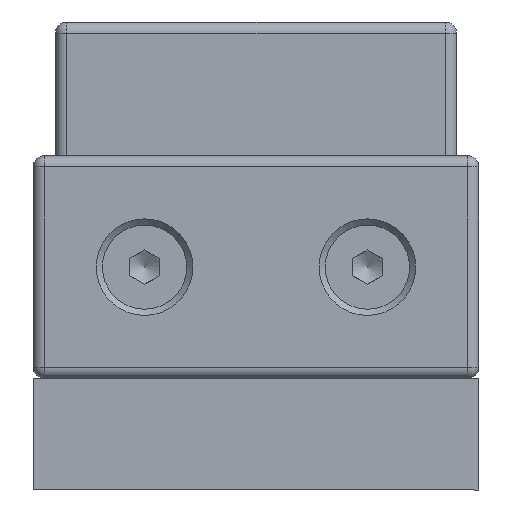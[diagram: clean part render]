
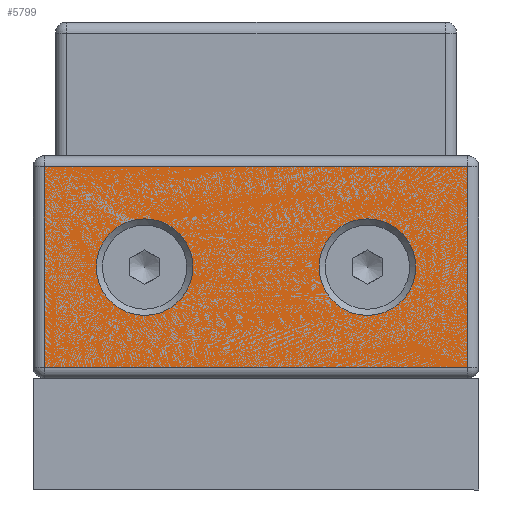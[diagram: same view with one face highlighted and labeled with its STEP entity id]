
A CAD part, left-side view. The second image highlights one B-rep face of the part: STEP entity #5799.
In plain terms, the highlighted face is planar.
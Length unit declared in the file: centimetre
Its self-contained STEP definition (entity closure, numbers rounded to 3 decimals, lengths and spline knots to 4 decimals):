
#177=FACE_BOUND('',#1332,.T.);
#178=FACE_BOUND('',#1333,.T.);
#585=CIRCLE('',#6545,6.5);
#586=CIRCLE('',#6546,6.5);
#951=FACE_OUTER_BOUND('',#1331,.T.);
#1331=EDGE_LOOP('',(#4976,#4977,#4978,#4979));
#1332=EDGE_LOOP('',(#4980));
#1333=EDGE_LOOP('',(#4981));
#1808=LINE('',#9875,#2288);
#1810=LINE('',#9883,#2290);
#1812=LINE('',#9893,#2292);
#1814=LINE('',#9902,#2294);
#2288=VECTOR('',#8059,10.);
#2290=VECTOR('',#8067,10.);
#2292=VECTOR('',#8079,10.);
#2294=VECTOR('',#8091,10.);
#2796=VERTEX_POINT('',#9868);
#2799=VERTEX_POINT('',#9873);
#2802=VERTEX_POINT('',#9881);
#2805=VERTEX_POINT('',#9891);
#2813=VERTEX_POINT('',#9926);
#2814=VERTEX_POINT('',#9928);
#3524=EDGE_CURVE('',#2799,#2796,#1808,.T.);
#3528=EDGE_CURVE('',#2802,#2799,#1810,.T.);
#3533=EDGE_CURVE('',#2805,#2802,#1812,.T.);
#3538=EDGE_CURVE('',#2796,#2805,#1814,.T.);
#3550=EDGE_CURVE('',#2813,#2813,#585,.T.);
#3551=EDGE_CURVE('',#2814,#2814,#586,.T.);
#4976=ORIENTED_EDGE('',*,*,#3524,.F.);
#4977=ORIENTED_EDGE('',*,*,#3528,.F.);
#4978=ORIENTED_EDGE('',*,*,#3533,.F.);
#4979=ORIENTED_EDGE('',*,*,#3538,.F.);
#4980=ORIENTED_EDGE('',*,*,#3550,.T.);
#4981=ORIENTED_EDGE('',*,*,#3551,.T.);
#5513=PLANE('',#6544);
#5799=ADVANCED_FACE('',(#951,#177,#178),#5513,.T.);
#6544=AXIS2_PLACEMENT_3D('',#9925,#8119,#8120);
#6545=AXIS2_PLACEMENT_3D('',#9927,#8121,#8122);
#6546=AXIS2_PLACEMENT_3D('',#9929,#8123,#8124);
#8059=DIRECTION('',(0.,-1.,0.));
#8067=DIRECTION('',(1.,0.,0.));
#8079=DIRECTION('',(0.,1.,0.));
#8091=DIRECTION('',(-1.,0.,0.));
#8119=DIRECTION('center_axis',(0.,0.,1.));
#8120=DIRECTION('ref_axis',(1.,0.,0.));
#8121=DIRECTION('center_axis',(0.,0.,-1.));
#8122=DIRECTION('ref_axis',(1.,0.,0.));
#8123=DIRECTION('center_axis',(0.,0.,-1.));
#8124=DIRECTION('ref_axis',(1.,0.,0.));
#9868=CARTESIAN_POINT('',(123.2777,23.1891,10.));
#9873=CARTESIAN_POINT('',(123.2777,50.1891,10.));
#9875=CARTESIAN_POINT('',(123.2777,29.9391,10.));
#9881=CARTESIAN_POINT('',(66.2777,50.1891,10.));
#9883=CARTESIAN_POINT('',(109.0277,50.1891,10.));
#9891=CARTESIAN_POINT('',(66.2777,23.1891,10.));
#9893=CARTESIAN_POINT('',(66.2777,43.4391,10.));
#9902=CARTESIAN_POINT('',(80.5277,23.1891,10.));
#9925=CARTESIAN_POINT('Origin',(94.7777,36.6891,10.));
#9926=CARTESIAN_POINT('',(73.2777,36.6891,10.));
#9927=CARTESIAN_POINT('Origin',(79.7777,36.6891,10.));
#9928=CARTESIAN_POINT('',(103.2777,36.6891,10.));
#9929=CARTESIAN_POINT('Origin',(109.7777,36.6891,10.));
